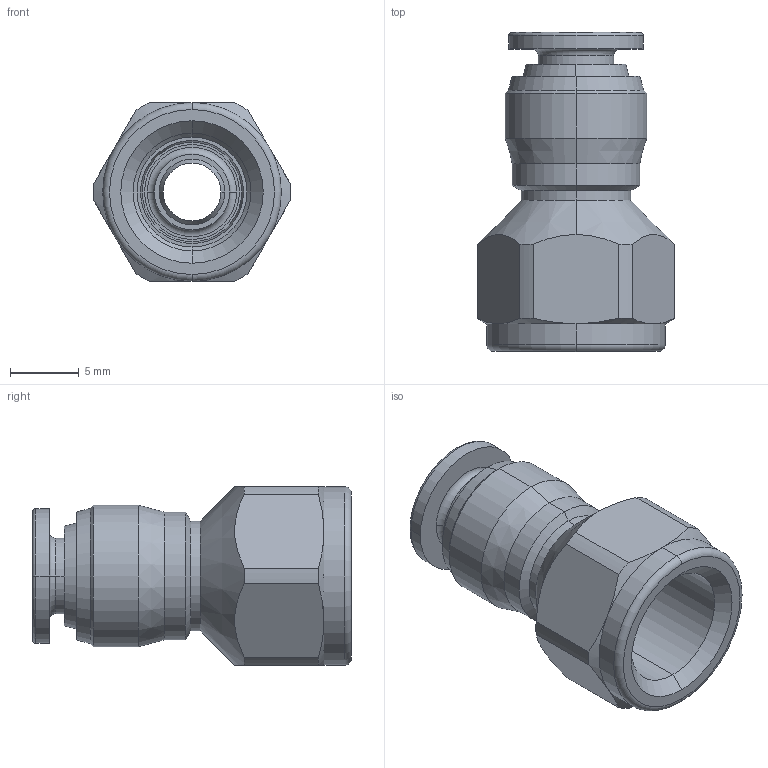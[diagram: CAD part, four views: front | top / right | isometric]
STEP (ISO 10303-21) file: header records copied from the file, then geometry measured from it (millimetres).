
FILE_DESCRIPTION (( 'STEP AP214' ), '1' );
FILE_NAME ('5903000001A.STEP', '2016-05-12T14:09:45', ( '' ), ( '' ), 'SwSTEP 2.0', 'SolidWorks 2016', '' );
FILE_SCHEMA (( 'AUTOMOTIVE_DESIGN' ));
Length unit declared in the file: millimetre
Products named in the file (1): 5903000001A
Bounding box: 14.39 x 23.2 x 13 mm (x, y, z)
Surface area: 1478 mm2 (no closed solid volume)
Topology: 0 solids, 3 shells, 108 faces, 262 edges, 164 vertices
Faces by surface type: plane 38, cylinder 26, cone 24, bspline 14, torus 6
Entity records: 4925 total; most frequent: CARTESIAN_POINT 1261, ORIENTED_EDGE 508, DIRECTION 488, EDGE_CURVE 262, AXIS2_PLACEMENT_3D 179, VERTEX_POINT 164, LINE 130, VECTOR 130
